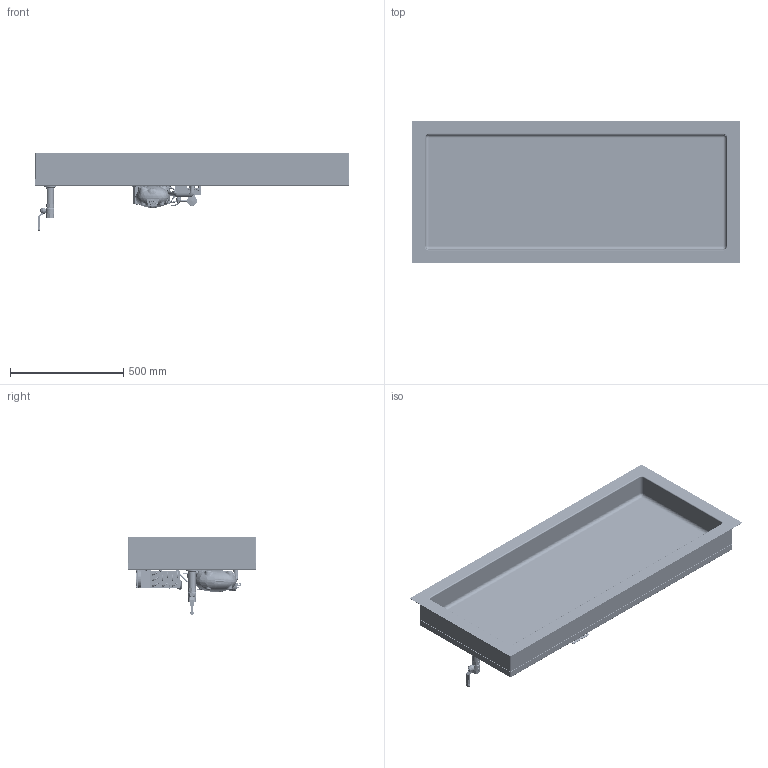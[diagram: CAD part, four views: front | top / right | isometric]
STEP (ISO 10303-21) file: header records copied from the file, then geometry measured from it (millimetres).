
FILE_DESCRIPTION(/* description */ ('This is a sample STEP configuration'),/* implementation_level */ '2;1');
FILE_NAME(/* name */ '14400000_A.stp',/* time_stamp */ '2021-05-28T06:39:18+02:00',/* author */ ('powerJobs'),/* organization */ ('coolOrange'),/* preprocessor_version */ 'ST-DEVELOPER v18.1',/* originating_system */ 'Autodesk Inventor 2021',/* authorisation */ '');
FILE_SCHEMA (('AUTOMOTIVE_DESIGN { 1 0 10303 214 3 1 1 }'));
Products named in the file (1): ENG-00003441
Bounding box: 1450 x 630 x 346.47 mm (x, y, z)
Volume: 96346.5 mm3; surface area: 5217802.7 mm2
Topology: 226 solids, 227 shells, 10925 faces, 31935 edges, 21161 vertices
Faces by surface type: plane 6161, cylinder 3087, cone 745, bspline 475, torus 427, sphere 30
Full cylindrical faces by diameter (mm): 0.5 x16, 0.86 x2, 1 x76, 1.25 x13, 1.3 x8, 1.4 x1, 1.5 x36, 1.6 x18, 1.8 x4, 2 x5, 2.2 x3, 2.3 x20, 2.31 x6, 2.459 x11, 2.5 x8, 2.6 x1, 2.7 x2, 3 x55, 3.11 x4, 3.2 x12, 3.4 x1, 3.5 x6, 4 x24, 4.134 x8, 4.6 x5, 5 x115, 5.2 x2, 5.4 x1, 5.5 x4, 5.7 x3
Entity records: 456301 total; most frequent: CARTESIAN_POINT 147215, ORIENTED_EDGE 63828, DIRECTION 61202, EDGE_CURVE 31914, AXIS2_PLACEMENT_3D 21500, VERTEX_POINT 21157, LINE 18202, VECTOR 18202
